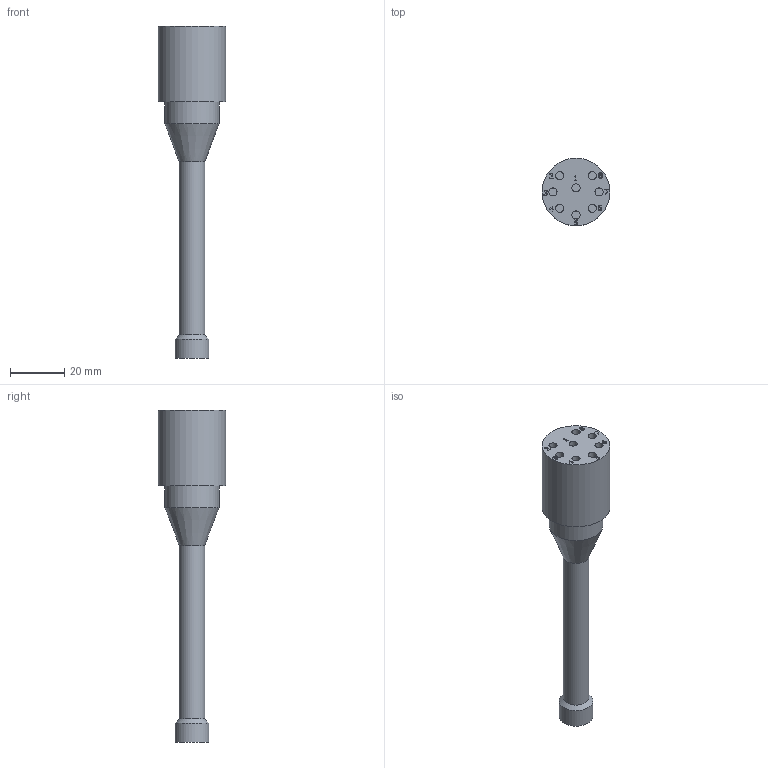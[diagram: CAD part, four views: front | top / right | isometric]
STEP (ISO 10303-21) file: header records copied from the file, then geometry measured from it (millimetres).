
FILE_DESCRIPTION(/* description */ (''),/* implementation_level */ '2;1');
FILE_NAME(/* name */ 'DDC8F.stp',/* time_stamp */ '2014-11-13T15:17:04+01:00',/* author */ ('sh'),/* organization */ (''),/* preprocessor_version */ 'ST-DEVELOPER v15.2',/* originating_system */ 'Autodesk Inventor 2014',/* authorisation */ '');
FILE_SCHEMA (('CONFIG_CONTROL_DESIGN','AUTOMOTIVE_DESIGN { 1 0 10303 214 3 1 1 }'));
Length unit declared in the file: millimetre
Products named in the file (1): DDC8F
Bounding box: 25 x 25 x 122.5 mm (x, y, z)
Volume: 23440.8 mm3; surface area: 7581.1 mm2
Topology: 1 solids, 1 shells, 175 faces, 452 edges, 300 vertices
Faces by surface type: bspline 82, plane 79, cylinder 12, cone 2
Full cylindrical faces by diameter (mm): 3 x8, 9.5 x1, 12.5 x1, 20 x1, 25 x1
Entity records: 5834 total; most frequent: CARTESIAN_POINT 1980, ORIENTED_EDGE 876, DIRECTION 486, EDGE_CURVE 438, VERTEX_POINT 300, LINE 250, VECTOR 250, EDGE_LOOP 210
